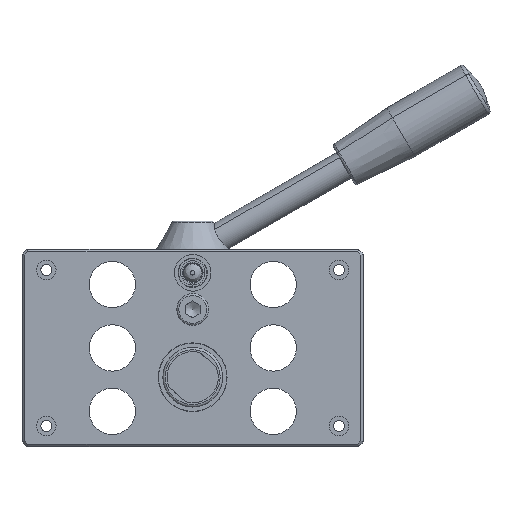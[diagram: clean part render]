
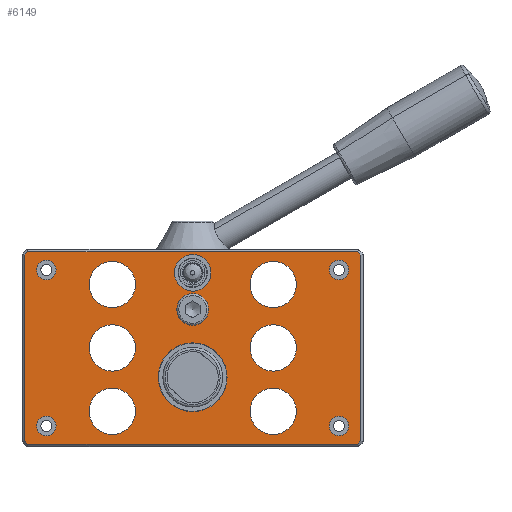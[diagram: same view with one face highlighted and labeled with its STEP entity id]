
A CAD part, left-side view. The second image highlights one B-rep face of the part: STEP entity #6149.
In plain terms, the highlighted planar face has unit normal (-1, 0, 0).
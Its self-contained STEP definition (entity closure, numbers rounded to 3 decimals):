
#821=LINE('',#11391,#1247);
#825=LINE('',#11400,#1251);
#829=LINE('',#11409,#1255);
#831=LINE('',#11413,#1257);
#835=LINE('',#11419,#1261);
#836=LINE('',#11422,#1262);
#839=LINE('',#11427,#1265);
#842=LINE('',#11431,#1268);
#1247=VECTOR('',#7353,10.);
#1251=VECTOR('',#7359,10.);
#1255=VECTOR('',#7365,10.);
#1257=VECTOR('',#7369,10.);
#1261=VECTOR('',#7375,10.);
#1262=VECTOR('',#7378,10.);
#1265=VECTOR('',#7383,10.);
#1268=VECTOR('',#7388,10.);
#1416=FACE_BOUND('',#2106,.T.);
#1417=FACE_BOUND('',#2107,.T.);
#1418=FACE_BOUND('',#2108,.T.);
#1419=FACE_BOUND('',#2109,.T.);
#1420=FACE_BOUND('',#2110,.T.);
#1421=FACE_BOUND('',#2111,.T.);
#1422=FACE_BOUND('',#2112,.T.);
#1423=FACE_BOUND('',#2113,.T.);
#1424=FACE_BOUND('',#2114,.T.);
#1425=FACE_BOUND('',#2115,.T.);
#1426=FACE_BOUND('',#2116,.T.);
#1427=FACE_BOUND('',#2117,.T.);
#1428=FACE_BOUND('',#2118,.T.);
#1719=FACE_OUTER_BOUND('',#2105,.T.);
#2105=EDGE_LOOP('',(#5130,#5131,#5132,#5133,#5134,#5135,#5136,#5137));
#2106=EDGE_LOOP('',(#5138));
#2107=EDGE_LOOP('',(#5139));
#2108=EDGE_LOOP('',(#5140));
#2109=EDGE_LOOP('',(#5141));
#2110=EDGE_LOOP('',(#5142));
#2111=EDGE_LOOP('',(#5143));
#2112=EDGE_LOOP('',(#5144));
#2113=EDGE_LOOP('',(#5145));
#2114=EDGE_LOOP('',(#5146));
#2115=EDGE_LOOP('',(#5147));
#2116=EDGE_LOOP('',(#5148));
#2117=EDGE_LOOP('',(#5149));
#2118=EDGE_LOOP('',(#5150));
#2236=CIRCLE('',#6338,6.5);
#2238=CIRCLE('',#6348,7.5);
#2256=CIRCLE('',#6438,4.);
#2259=CIRCLE('',#6443,4.);
#2262=CIRCLE('',#6448,4.);
#2265=CIRCLE('',#6453,4.);
#2268=CIRCLE('',#6470,9.5);
#2269=CIRCLE('',#6471,9.5);
#2270=CIRCLE('',#6472,9.5);
#2271=CIRCLE('',#6473,9.5);
#2272=CIRCLE('',#6474,9.5);
#2273=CIRCLE('',#6475,9.5);
#2274=CIRCLE('',#6476,14.1);
#2372=VERTEX_POINT('',#7916);
#2382=VERTEX_POINT('',#7965);
#2770=VERTEX_POINT('',#11349);
#2773=VERTEX_POINT('',#11358);
#2776=VERTEX_POINT('',#11367);
#2779=VERTEX_POINT('',#11376);
#2784=VERTEX_POINT('',#11388);
#2785=VERTEX_POINT('',#11390);
#2788=VERTEX_POINT('',#11397);
#2789=VERTEX_POINT('',#11399);
#2792=VERTEX_POINT('',#11406);
#2793=VERTEX_POINT('',#11408);
#2794=VERTEX_POINT('',#11412);
#2796=VERTEX_POINT('',#11421);
#2803=VERTEX_POINT('',#11451);
#2804=VERTEX_POINT('',#11453);
#2805=VERTEX_POINT('',#11455);
#2806=VERTEX_POINT('',#11457);
#2807=VERTEX_POINT('',#11459);
#2808=VERTEX_POINT('',#11461);
#2809=VERTEX_POINT('',#11463);
#2960=EDGE_CURVE('',#2372,#2372,#2236,.T.);
#2978=EDGE_CURVE('',#2382,#2382,#2238,.T.);
#3552=EDGE_CURVE('',#2770,#2770,#2256,.T.);
#3556=EDGE_CURVE('',#2773,#2773,#2259,.T.);
#3560=EDGE_CURVE('',#2776,#2776,#2262,.T.);
#3564=EDGE_CURVE('',#2779,#2779,#2265,.T.);
#3570=EDGE_CURVE('',#2784,#2785,#821,.T.);
#3574=EDGE_CURVE('',#2788,#2789,#825,.T.);
#3578=EDGE_CURVE('',#2792,#2793,#829,.T.);
#3580=EDGE_CURVE('',#2794,#2792,#831,.T.);
#3584=EDGE_CURVE('',#2793,#2788,#835,.T.);
#3585=EDGE_CURVE('',#2796,#2794,#836,.T.);
#3588=EDGE_CURVE('',#2785,#2796,#839,.T.);
#3591=EDGE_CURVE('',#2789,#2784,#842,.T.);
#3601=EDGE_CURVE('',#2803,#2803,#2268,.T.);
#3602=EDGE_CURVE('',#2804,#2804,#2269,.T.);
#3603=EDGE_CURVE('',#2805,#2805,#2270,.T.);
#3604=EDGE_CURVE('',#2806,#2806,#2271,.T.);
#3605=EDGE_CURVE('',#2807,#2807,#2272,.T.);
#3606=EDGE_CURVE('',#2808,#2808,#2273,.T.);
#3607=EDGE_CURVE('',#2809,#2809,#2274,.T.);
#5130=ORIENTED_EDGE('',*,*,#3578,.F.);
#5131=ORIENTED_EDGE('',*,*,#3580,.F.);
#5132=ORIENTED_EDGE('',*,*,#3585,.F.);
#5133=ORIENTED_EDGE('',*,*,#3588,.F.);
#5134=ORIENTED_EDGE('',*,*,#3570,.F.);
#5135=ORIENTED_EDGE('',*,*,#3591,.F.);
#5136=ORIENTED_EDGE('',*,*,#3574,.F.);
#5137=ORIENTED_EDGE('',*,*,#3584,.F.);
#5138=ORIENTED_EDGE('',*,*,#2960,.T.);
#5139=ORIENTED_EDGE('',*,*,#2978,.T.);
#5140=ORIENTED_EDGE('',*,*,#3552,.T.);
#5141=ORIENTED_EDGE('',*,*,#3556,.T.);
#5142=ORIENTED_EDGE('',*,*,#3560,.T.);
#5143=ORIENTED_EDGE('',*,*,#3564,.T.);
#5144=ORIENTED_EDGE('',*,*,#3601,.T.);
#5145=ORIENTED_EDGE('',*,*,#3602,.T.);
#5146=ORIENTED_EDGE('',*,*,#3603,.T.);
#5147=ORIENTED_EDGE('',*,*,#3604,.T.);
#5148=ORIENTED_EDGE('',*,*,#3605,.T.);
#5149=ORIENTED_EDGE('',*,*,#3606,.T.);
#5150=ORIENTED_EDGE('',*,*,#3607,.T.);
#5493=PLANE('',#6469);
#6149=ADVANCED_FACE('',(#1719,#1416,#1417,#1418,#1419,#1420,#1421,#1422,
#1423,#1424,#1425,#1426,#1427,#1428),#5493,.T.);
#6338=AXIS2_PLACEMENT_3D('',#7917,#6812,#6813);
#6348=AXIS2_PLACEMENT_3D('',#7967,#6841,#6842);
#6438=AXIS2_PLACEMENT_3D('',#11350,#7307,#7308);
#6443=AXIS2_PLACEMENT_3D('',#11359,#7318,#7319);
#6448=AXIS2_PLACEMENT_3D('',#11368,#7329,#7330);
#6453=AXIS2_PLACEMENT_3D('',#11377,#7340,#7341);
#6469=AXIS2_PLACEMENT_3D('',#11450,#7406,#7407);
#6470=AXIS2_PLACEMENT_3D('',#11452,#7408,#7409);
#6471=AXIS2_PLACEMENT_3D('',#11454,#7410,#7411);
#6472=AXIS2_PLACEMENT_3D('',#11456,#7412,#7413);
#6473=AXIS2_PLACEMENT_3D('',#11458,#7414,#7415);
#6474=AXIS2_PLACEMENT_3D('',#11460,#7416,#7417);
#6475=AXIS2_PLACEMENT_3D('',#11462,#7418,#7419);
#6476=AXIS2_PLACEMENT_3D('',#11464,#7420,#7421);
#6812=DIRECTION('center_axis',(1.,0.,0.));
#6813=DIRECTION('ref_axis',(0.,1.,0.));
#6841=DIRECTION('center_axis',(1.,0.,0.));
#6842=DIRECTION('ref_axis',(0.,-0.81,0.587));
#7307=DIRECTION('center_axis',(1.,0.,0.));
#7308=DIRECTION('ref_axis',(0.,0.,
-1.));
#7318=DIRECTION('center_axis',(1.,0.,0.));
#7319=DIRECTION('ref_axis',(0.,0.,
-1.));
#7329=DIRECTION('center_axis',(1.,0.,0.));
#7330=DIRECTION('ref_axis',(0.,0.,
-1.));
#7340=DIRECTION('center_axis',(1.,0.,0.));
#7341=DIRECTION('ref_axis',(0.,0.,
-1.));
#7353=DIRECTION('',(0.,-1.,0.));
#7359=DIRECTION('',(0.,0.,1.));
#7365=DIRECTION('',(0.,1.,0.));
#7369=DIRECTION('',(0.,0.707,-0.707));
#7375=DIRECTION('',(0.,0.707,0.707));
#7378=DIRECTION('',(0.,0.,-1.));
#7383=DIRECTION('',(0.,-0.707,-0.707));
#7388=DIRECTION('',(0.,-0.707,0.707));
#7406=DIRECTION('center_axis',(-1.,0.,0.));
#7407=DIRECTION('ref_axis',(0.,0.,
-1.));
#7408=DIRECTION('center_axis',(1.,0.,0.));
#7409=DIRECTION('ref_axis',(0.,0.,
-1.));
#7410=DIRECTION('center_axis',(1.,0.,0.));
#7411=DIRECTION('ref_axis',(0.,0.,
-1.));
#7412=DIRECTION('center_axis',(1.,0.,0.));
#7413=DIRECTION('ref_axis',(0.,0.,
-1.));
#7414=DIRECTION('center_axis',(1.,0.,0.));
#7415=DIRECTION('ref_axis',(0.,0.,
-1.));
#7416=DIRECTION('center_axis',(1.,0.,0.));
#7417=DIRECTION('ref_axis',(0.,0.,
-1.));
#7418=DIRECTION('center_axis',(1.,0.,0.));
#7419=DIRECTION('ref_axis',(0.,0.,
-1.));
#7420=DIRECTION('center_axis',(1.,0.,0.));
#7421=DIRECTION('ref_axis',(0.,0.,
-1.));
#7916=CARTESIAN_POINT('',(-10.,-6.5,15.8));
#7917=CARTESIAN_POINT('Origin',(-10.,0.,15.8));
#7965=CARTESIAN_POINT('',(-10.,6.072,26.397));
#7967=CARTESIAN_POINT('Origin',(-10.,0.,30.8));
#11349=CARTESIAN_POINT('',(-10.,-60.,36.));
#11350=CARTESIAN_POINT('Origin',(-10.,-60.,32.));
#11358=CARTESIAN_POINT('',(-10.,60.,-28.));
#11359=CARTESIAN_POINT('Origin',(-10.,60.,-32.));
#11367=CARTESIAN_POINT('',(-10.,60.,36.));
#11368=CARTESIAN_POINT('Origin',(-10.,60.,32.));
#11376=CARTESIAN_POINT('',(-10.,-60.,-28.));
#11377=CARTESIAN_POINT('Origin',(-10.,-60.,-32.));
#11388=CARTESIAN_POINT('',(-10.,67.586,39.5));
#11390=CARTESIAN_POINT('',(-10.,-67.586,39.5));
#11391=CARTESIAN_POINT('',(-10.,35.,39.5));
#11397=CARTESIAN_POINT('',(-10.,69.,-38.086));
#11399=CARTESIAN_POINT('',(-10.,69.,38.086));
#11400=CARTESIAN_POINT('',(-10.,69.,-20.25));
#11406=CARTESIAN_POINT('',(-10.,-67.586,-39.5));
#11408=CARTESIAN_POINT('',(-10.,67.586,-39.5));
#11409=CARTESIAN_POINT('',(-10.,-35.,-39.5));
#11412=CARTESIAN_POINT('',(-10.,-69.,-38.086));
#11413=CARTESIAN_POINT('',(-10.,-60.918,-46.168));
#11419=CARTESIAN_POINT('',(-10.,60.918,-46.168));
#11421=CARTESIAN_POINT('',(-10.,-69.,38.086));
#11422=CARTESIAN_POINT('',(-10.,-69.,20.25));
#11427=CARTESIAN_POINT('',(-10.,-60.918,46.168));
#11431=CARTESIAN_POINT('',(-10.,60.918,46.168));
#11450=CARTESIAN_POINT('Origin',(-10.,0.,0.));
#11451=CARTESIAN_POINT('',(-10.,33.,-16.5));
#11452=CARTESIAN_POINT('Origin',(-10.,33.,-26.));
#11453=CARTESIAN_POINT('',(-10.,-33.,9.5));
#11454=CARTESIAN_POINT('Origin',(-10.,-33.,0.));
#11455=CARTESIAN_POINT('',(-10.,33.,35.5));
#11456=CARTESIAN_POINT('Origin',(-10.,33.,26.));
#11457=CARTESIAN_POINT('',(-10.,33.,9.5));
#11458=CARTESIAN_POINT('Origin',(-10.,33.,0.));
#11459=CARTESIAN_POINT('',(-10.,-33.,35.5));
#11460=CARTESIAN_POINT('Origin',(-10.,-33.,26.));
#11461=CARTESIAN_POINT('',(-10.,-33.,-16.5));
#11462=CARTESIAN_POINT('Origin',(-10.,-33.,-26.));
#11463=CARTESIAN_POINT('',(-10.,0.,2.1));
#11464=CARTESIAN_POINT('Origin',(-10.,0.,-12.));
